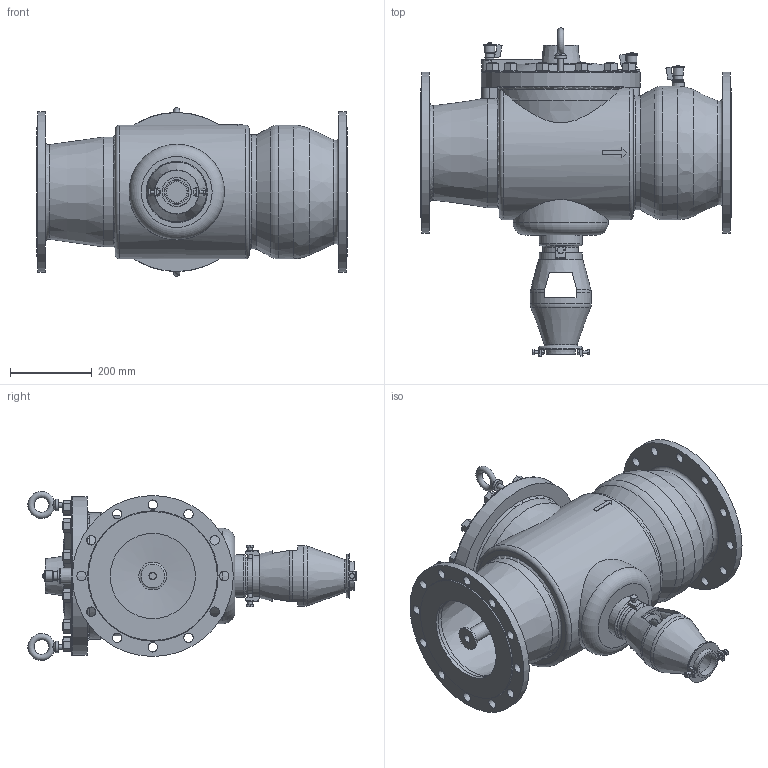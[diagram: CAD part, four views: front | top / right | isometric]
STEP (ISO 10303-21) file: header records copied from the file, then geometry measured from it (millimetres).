
FILE_DESCRIPTION( ( 'STEP AP214' ), '1' );
FILE_NAME( 'socla_ba4760_149B 3402.stp', '2019-10-09T13:31:13', ( '' ), ( '' ), ' ', 'PARTsolutions', ' ' );
FILE_SCHEMA( ( 'AUTOMOTIVE_DESIGN { 1 0 10303 214 1 1 1 1 }' ) );
Length unit declared in the file: millimetre
Products named in the file (1): _socla_ba4760_149B 3402
Bounding box: 763 x 804.88 x 414.29 mm (x, y, z)
Volume: 48388076.9 mm3; surface area: 2117711.7 mm2
Topology: 1 solids, 1 shells, 570 faces, 1414 edges, 927 vertices
Faces by surface type: plane 294, cylinder 131, torus 89, cone 55, bspline 1
Full cylindrical faces by diameter (mm): 8 x7, 10 x4, 13.5 x2, 18 x1, 19 x1, 20 x12, 22 x6, 23 x24, 23.1 x1, 25 x3, 28 x3, 28.5 x2, 36 x13, 36.3 x1, 37.176 x1, 57.736 x1, 58 x1, 60 x1, 62 x1, 63.5 x1, 85 x1, 87 x1, 88 x1, 105 x1, 136 x1, 150 x1, 209 x1, 234 x2, 235 x1, 236.4 x1
Entity records: 22969 total; most frequent: CARTESIAN_POINT 5852, DIRECTION 2542, ORIENTED_EDGE 2318, EDGE_CURVE 1159, AXIS2_PLACEMENT_3D 1014, EDGE_LOOP 897, VERTEX_POINT 874, FACE_OUTER_BOUND 714
